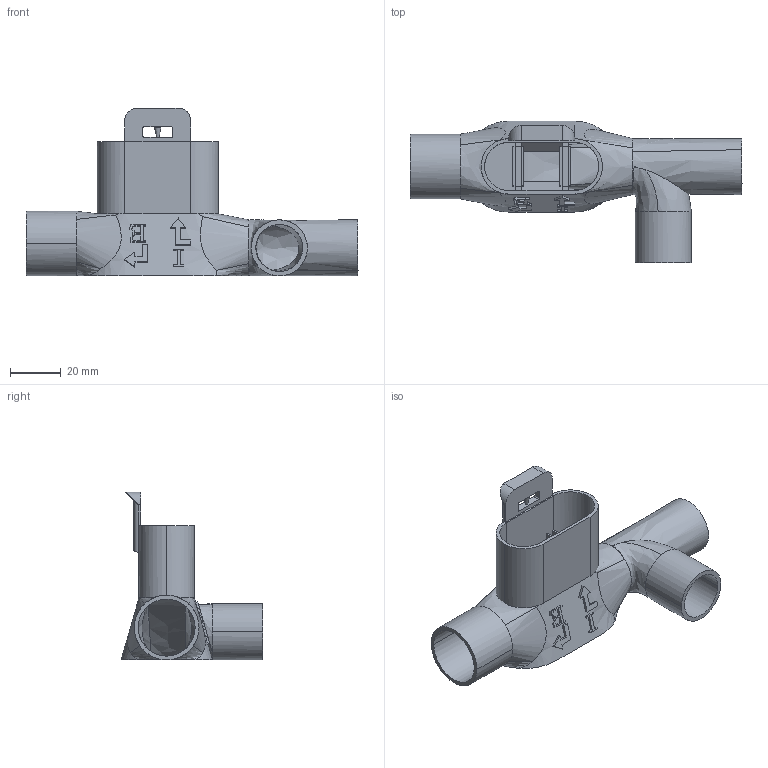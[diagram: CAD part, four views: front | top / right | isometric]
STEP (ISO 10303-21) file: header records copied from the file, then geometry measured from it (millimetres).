
FILE_DESCRIPTION (( 'STEP AP203' ), '1' );
FILE_NAME ('Charlotte_Clinico_V0.7.STEP', '2020-04-03T18:37:57', ( '' ), ( '' ), 'SwSTEP 2.0', 'SolidWorks 2018', '' );
FILE_SCHEMA (( 'CONFIG_CONTROL_DESIGN' ));
Length unit declared in the file: millimetre
Products named in the file (1): Charlotte_Clinico_V0.7
Bounding box: 130.8 x 55.8 x 66.15 mm (x, y, z)
Volume: 28402.3 mm3; surface area: 35014.2 mm2
Topology: 1 solids, 1 shells, 202 faces, 587 edges, 386 vertices
Faces by surface type: plane 104, bspline 73, cylinder 23, cone 2
Entity records: 11812 total; most frequent: CARTESIAN_POINT 6935, ORIENTED_EDGE 1170, DIRECTION 724, EDGE_CURVE 585, VERTEX_POINT 386, VECTOR 328, LINE 328, EDGE_LOOP 215
